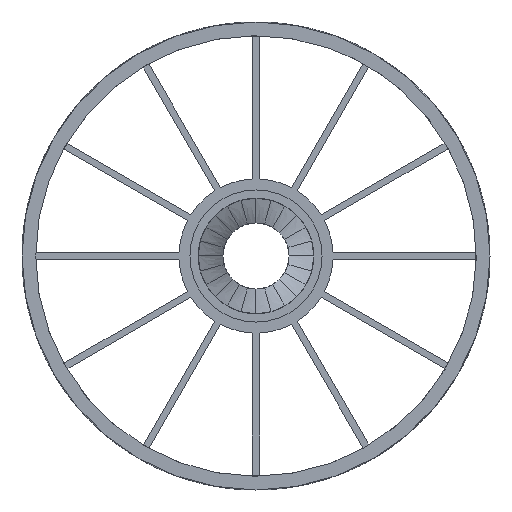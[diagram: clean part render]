
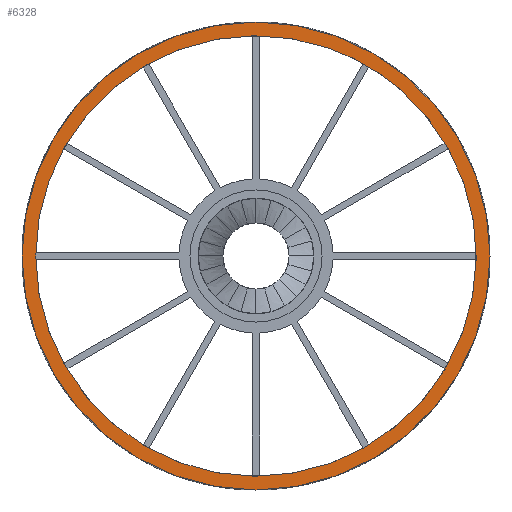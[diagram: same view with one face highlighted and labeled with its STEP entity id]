
A CAD part, front view. The second image highlights one B-rep face of the part: STEP entity #6328.
In plain terms, the highlighted planar face has unit normal (0, -1, 0).
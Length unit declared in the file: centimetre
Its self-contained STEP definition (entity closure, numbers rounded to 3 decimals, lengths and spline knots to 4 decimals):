
#505=FACE_BOUND('',#1088,.T.);
#592=PLANE('',#6721);
#745=FACE_OUTER_BOUND('',#1087,.T.);
#1087=EDGE_LOOP('',(#4337));
#1088=EDGE_LOOP('',(#4338,#4339,#4340));
#2397=CIRCLE('',#6661,3.9677);
#2434=CIRCLE('',#6722,4.25);
#2435=CIRCLE('',#6723,4.);
#2436=CIRCLE('',#6724,4.);
#2596=VERTEX_POINT('',#8319);
#2597=VERTEX_POINT('',#8320);
#2691=VERTEX_POINT('',#8534);
#2692=VERTEX_POINT('',#8536);
#3231=EDGE_CURVE('',#2596,#2597,#2397,.T.);
#3327=EDGE_CURVE('',#2691,#2691,#2434,.T.);
#3328=EDGE_CURVE('',#2596,#2692,#2435,.T.);
#3329=EDGE_CURVE('',#2692,#2597,#2436,.T.);
#4337=ORIENTED_EDGE('',*,*,#3327,.T.);
#4338=ORIENTED_EDGE('',*,*,#3328,.T.);
#4339=ORIENTED_EDGE('',*,*,#3329,.T.);
#4340=ORIENTED_EDGE('',*,*,#3231,.F.);
#6328=ADVANCED_FACE('',(#745,#505),#592,.T.);
#6661=AXIS2_PLACEMENT_3D('',#8321,#7061,#7062);
#6721=AXIS2_PLACEMENT_3D('',#8533,#7240,#7241);
#6722=AXIS2_PLACEMENT_3D('',#8535,#7242,#7243);
#6723=AXIS2_PLACEMENT_3D('',#8537,#7244,#7245);
#6724=AXIS2_PLACEMENT_3D('',#8538,#7246,#7247);
#7061=DIRECTION('center_axis',(0.,-1.,0.));
#7062=DIRECTION('ref_axis',(0.655,0.,0.755));
#7240=DIRECTION('center_axis',(0.,-1.,0.));
#7241=DIRECTION('ref_axis',(0.688,0.,-0.726));
#7242=DIRECTION('center_axis',(0.,-1.,0.));
#7243=DIRECTION('ref_axis',(0.688,0.,-0.726));
#7244=DIRECTION('center_axis',(0.,1.,0.));
#7245=DIRECTION('ref_axis',(0.688,0.,-0.726));
#7246=DIRECTION('center_axis',(0.,1.,0.));
#7247=DIRECTION('ref_axis',(0.688,0.,-0.726));
#8319=CARTESIAN_POINT('',(2.617,0.25,3.0251));
#8320=CARTESIAN_POINT('',(1.319,0.25,3.7763));
#8321=CARTESIAN_POINT('Origin',(0.0165,0.25,0.0285));
#8533=CARTESIAN_POINT('Origin',(0.,0.25,0.));
#8534=CARTESIAN_POINT('',(-4.25,0.25,0.));
#8535=CARTESIAN_POINT('Origin',(0.,0.25,0.));
#8536=CARTESIAN_POINT('',(-4.,0.25,0.));
#8537=CARTESIAN_POINT('Origin',(0.,0.25,0.));
#8538=CARTESIAN_POINT('Origin',(0.,0.25,0.));
